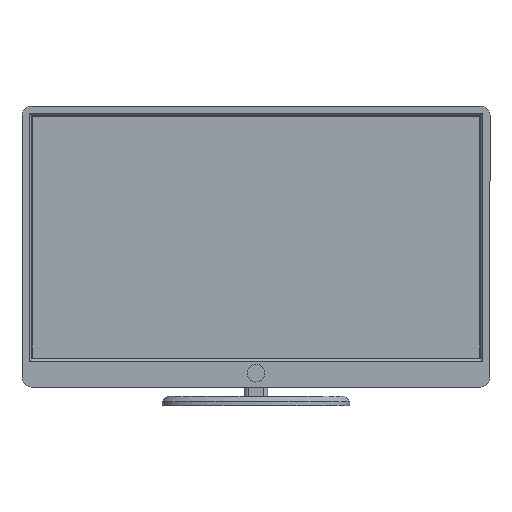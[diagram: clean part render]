
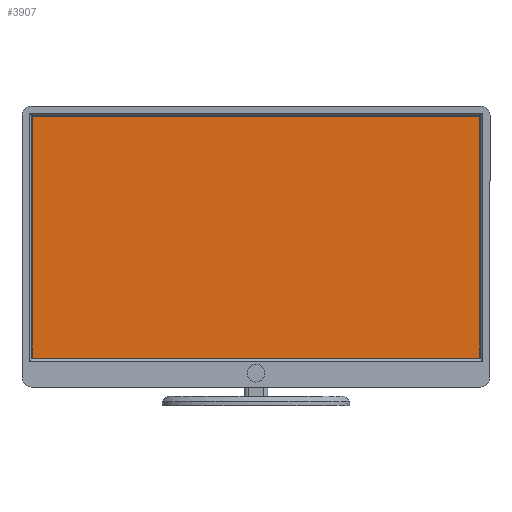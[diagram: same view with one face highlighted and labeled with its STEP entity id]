
A CAD part, front view. The second image highlights one B-rep face of the part: STEP entity #3907.
In plain terms, the highlighted planar face has unit normal (0, -1, 0).
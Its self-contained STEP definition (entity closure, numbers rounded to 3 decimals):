
#173 = VECTOR ( 'NONE', #3249, 1000. ) ;
#192 = LINE ( 'NONE', #1544, #2856 ) ;
#298 = DIRECTION ( 'NONE',  ( 0., 0., -1. ) ) ;
#337 = EDGE_CURVE ( 'NONE', #2608, #2218, #1985, .T. ) ;
#531 = VERTEX_POINT ( 'NONE', #2313 ) ;
#578 = ORIENTED_EDGE ( 'NONE', *, *, #337, .T. ) ;
#635 = CARTESIAN_POINT ( 'NONE',  ( -47.8, -2.5, 61.8 ) ) ;
#652 = LINE ( 'NONE', #2172, #1446 ) ;
#822 = EDGE_LOOP ( 'NONE', ( #3103, #578, #1494, #2523 ) ) ;
#836 = PLANE ( 'NONE',  #2457 ) ;
#919 = CARTESIAN_POINT ( 'NONE',  ( -47.8, -2.5, 10.2 ) ) ;
#976 = VERTEX_POINT ( 'NONE', #4046 ) ;
#1072 = LINE ( 'NONE', #2195, #173 ) ;
#1176 = DIRECTION ( 'NONE',  ( 1., 0., 0. ) ) ;
#1446 = VECTOR ( 'NONE', #4282, 1000. ) ;
#1494 = ORIENTED_EDGE ( 'NONE', *, *, #3239, .T. ) ;
#1544 = CARTESIAN_POINT ( 'NONE',  ( -47.8, -2.5, 61.8 ) ) ;
#1907 = DIRECTION ( 'NONE',  ( -1., 0., 0. ) ) ;
#1985 = LINE ( 'NONE', #635, #2817 ) ;
#2077 = EDGE_CURVE ( 'NONE', #976, #2608, #192, .T. ) ;
#2172 = CARTESIAN_POINT ( 'NONE',  ( -47.8, -2.5, 10.2 ) ) ;
#2195 = CARTESIAN_POINT ( 'NONE',  ( 47.8, -2.5, 61.8 ) ) ;
#2218 = VERTEX_POINT ( 'NONE', #919 ) ;
#2313 = CARTESIAN_POINT ( 'NONE',  ( 47.8, -2.5, 10.2 ) ) ;
#2457 = AXIS2_PLACEMENT_3D ( 'NONE', #2594, #3282, #1176 ) ;
#2523 = ORIENTED_EDGE ( 'NONE', *, *, #3829, .T. ) ;
#2594 = CARTESIAN_POINT ( 'NONE',  ( 0., -2.5, 34. ) ) ;
#2608 = VERTEX_POINT ( 'NONE', #3308 ) ;
#2737 = FACE_OUTER_BOUND ( 'NONE', #822, .T. ) ;
#2817 = VECTOR ( 'NONE', #298, 1000. ) ;
#2856 = VECTOR ( 'NONE', #1907, 1000. ) ;
#3103 = ORIENTED_EDGE ( 'NONE', *, *, #2077, .T. ) ;
#3239 = EDGE_CURVE ( 'NONE', #2218, #531, #652, .T. ) ;
#3249 = DIRECTION ( 'NONE',  ( 0., 0., 1. ) ) ;
#3282 = DIRECTION ( 'NONE',  ( 0., -1., 0. ) ) ;
#3308 = CARTESIAN_POINT ( 'NONE',  ( -47.8, -2.5, 61.8 ) ) ;
#3829 = EDGE_CURVE ( 'NONE', #531, #976, #1072, .T. ) ;
#3907 = ADVANCED_FACE ( 'NONE', ( #2737 ), #836, .T. ) ;
#4046 = CARTESIAN_POINT ( 'NONE',  ( 47.8, -2.5, 61.8 ) ) ;
#4282 = DIRECTION ( 'NONE',  ( 1., 0., 0. ) ) ;
